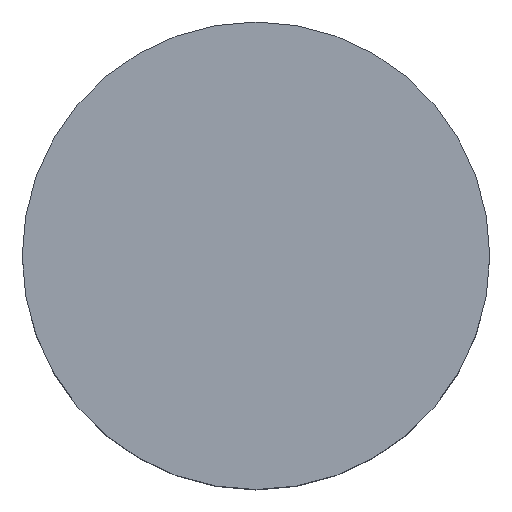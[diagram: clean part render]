
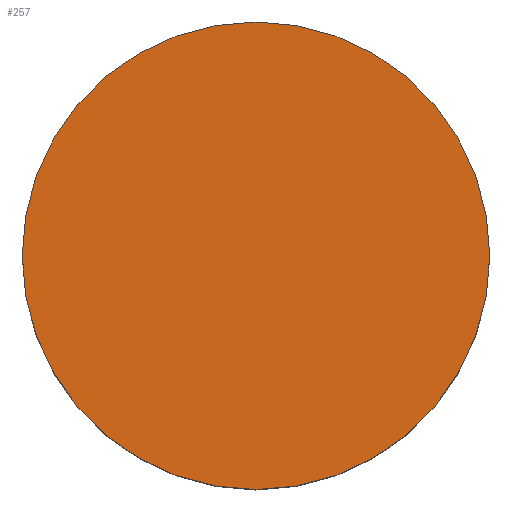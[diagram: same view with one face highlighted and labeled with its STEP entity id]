
A CAD part, top view. The second image highlights one B-rep face of the part: STEP entity #257.
In plain terms, the highlighted planar face has unit normal (0, 0, 1).
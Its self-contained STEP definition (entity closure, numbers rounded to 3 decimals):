
#12 = EDGE_CURVE ( 'NONE', #116, #174, #180, .T. ) ;
#13 = DIRECTION ( 'NONE',  ( 0., 0., 1. ) ) ;
#19 = DIRECTION ( 'NONE',  ( 0., 0., 1. ) ) ;
#65 = ORIENTED_EDGE ( 'NONE', *, *, #12, .T. ) ;
#91 = DIRECTION ( 'NONE',  ( 0., 0., 1. ) ) ;
#92 = DIRECTION ( 'NONE',  ( 1., 0., 0. ) ) ;
#116 = VERTEX_POINT ( 'NONE', #167 ) ;
#128 = CARTESIAN_POINT ( 'NONE',  ( 0., 0., 0. ) ) ;
#135 = AXIS2_PLACEMENT_3D ( 'NONE', #332, #13, #92 ) ;
#167 = CARTESIAN_POINT ( 'NONE',  ( -2., 0., 0. ) ) ;
#174 = VERTEX_POINT ( 'NONE', #326 ) ;
#180 = CIRCLE ( 'NONE', #340, 2. ) ;
#228 = PLANE ( 'NONE',  #233 ) ;
#233 = AXIS2_PLACEMENT_3D ( 'NONE', #315, #91, #307 ) ;
#238 = DIRECTION ( 'NONE',  ( 1., 0., 0. ) ) ;
#257 = ADVANCED_FACE ( 'NONE', ( #330 ), #228, .T. ) ;
#271 = ORIENTED_EDGE ( 'NONE', *, *, #309, .T. ) ;
#287 = CIRCLE ( 'NONE', #135, 2. ) ;
#295 = EDGE_LOOP ( 'NONE', ( #271, #65 ) ) ;
#307 = DIRECTION ( 'NONE',  ( 1., 0., 0. ) ) ;
#309 = EDGE_CURVE ( 'NONE', #174, #116, #287, .T. ) ;
#315 = CARTESIAN_POINT ( 'NONE',  ( 0., 0., 0. ) ) ;
#326 = CARTESIAN_POINT ( 'NONE',  ( 2., 0., 0. ) ) ;
#330 = FACE_OUTER_BOUND ( 'NONE', #295, .T. ) ;
#332 = CARTESIAN_POINT ( 'NONE',  ( 0., 0., 0. ) ) ;
#340 = AXIS2_PLACEMENT_3D ( 'NONE', #128, #19, #238 ) ;
